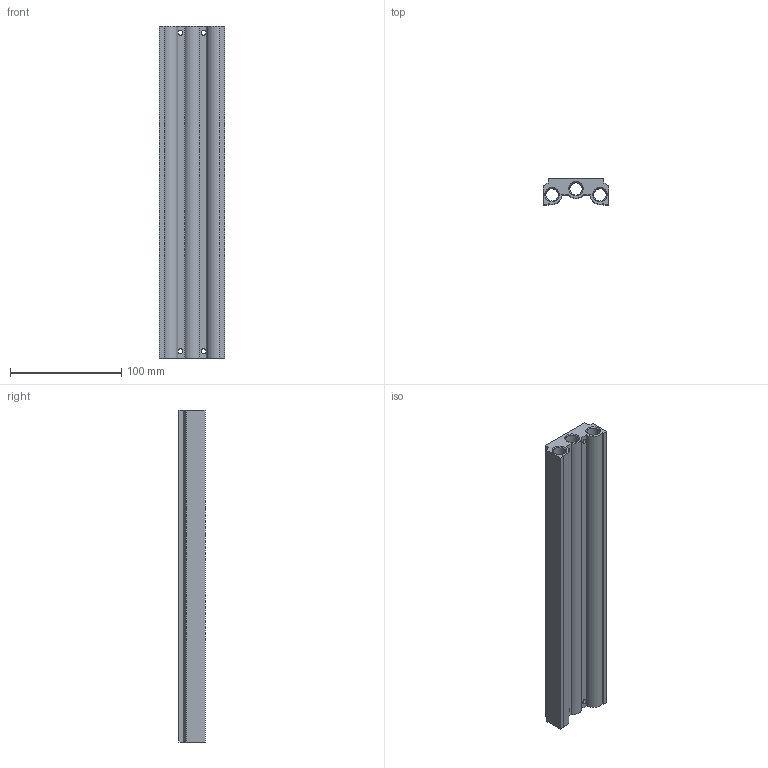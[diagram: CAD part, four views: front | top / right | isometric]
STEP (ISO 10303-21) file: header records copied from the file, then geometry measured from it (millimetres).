
FILE_DESCRIPTION (( 'STEP AP214' ), '1' );
FILE_NAME ('EMC-V52-12.STEP', '2020-04-02T09:05:09', ( '' ), ( '' ), 'SwSTEP 2.0', 'SolidWorks 2020', '' );
FILE_SCHEMA (( 'AUTOMOTIVE_DESIGN' ));
Length unit declared in the file: millimetre
Products named in the file (1): EMC-V52-12
Bounding box: 59 x 23.5 x 299 mm (x, y, z)
Volume: 219371.8 mm3; surface area: 91036.4 mm2
Topology: 1 solids, 1 shells, 282 faces, 734 edges, 430 vertices
Faces by surface type: cylinder 137, cone 106, plane 39
Entity records: 13312 total; most frequent: CARTESIAN_POINT 6439, DIRECTION 1440, ORIENTED_EDGE 1372, EDGE_CURVE 686, AXIS2_PLACEMENT_3D 567, VERTEX_POINT 430, EDGE_LOOP 392, VECTOR 306
